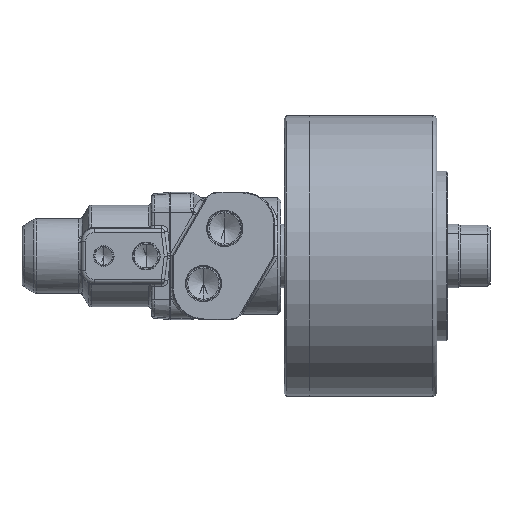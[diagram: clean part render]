
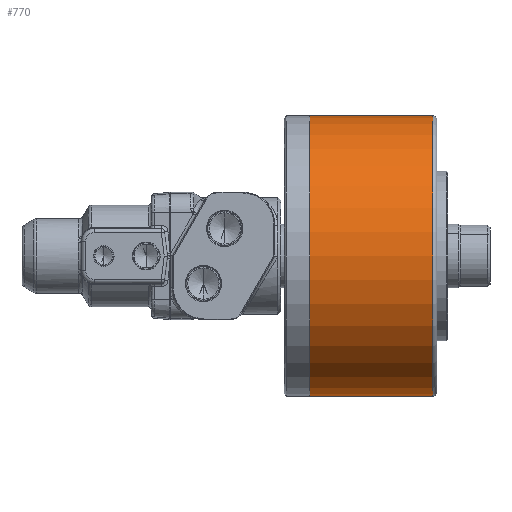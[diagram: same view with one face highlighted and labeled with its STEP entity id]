
A CAD part, front view. The second image highlights one B-rep face of the part: STEP entity #770.
In plain terms, the highlighted cylindrical face has radius 66 mm (diameter 132 mm), a partial arc.
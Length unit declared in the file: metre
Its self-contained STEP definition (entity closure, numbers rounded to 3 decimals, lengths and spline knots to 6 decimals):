
#181 = VERTEX_POINT ( 'NONE', #1092 ) ;
#255 = VERTEX_POINT ( 'NONE', #1306 ) ;
#659 = VERTEX_POINT ( 'NONE', #2267 ) ;
#660 = EDGE_CURVE ( 'NONE', #255, #659, #2227, .T. ) ;
#668 = EDGE_CURVE ( 'NONE', #181, #674, #2332, .T. ) ;
#674 = VERTEX_POINT ( 'NONE', #2349 ) ;
#729 = EDGE_CURVE ( 'NONE', #659, #674, #2814, .T. ) ;
#730 = ORIENTED_EDGE ( 'NONE', *, *, #668, .T. ) ;
#732 = ORIENTED_EDGE ( 'NONE', *, *, #660, .F. ) ;
#737 = EDGE_LOOP ( 'NONE', ( #732, #742, #730, #755 ) ) ;
#742 = ORIENTED_EDGE ( 'NONE', *, *, #754, .T. ) ;
#754 = EDGE_CURVE ( 'NONE', #255, #181, #2761, .T. ) ;
#755 = ORIENTED_EDGE ( 'NONE', *, *, #729, .F. ) ;
#770 = ADVANCED_FACE ( 'NONE', ( #2837 ), #2746, .T. ) ;
#1092 = CARTESIAN_POINT ( 'NONE',  ( 0.058, 0., 0.066 ) ) ;
#1306 = CARTESIAN_POINT ( 'NONE',  ( 0.058, 0., -0.066 ) ) ;
#2216 = CARTESIAN_POINT ( 'NONE',  ( 0., 0., 0.066 ) ) ;
#2224 = DIRECTION ( 'NONE',  ( -1., 0., 0. ) ) ;
#2225 = VECTOR ( 'NONE', #2224, 1. ) ;
#2226 = CARTESIAN_POINT ( 'NONE',  ( 0., 0., -0.066 ) ) ;
#2227 = LINE ( 'NONE', #2226, #2225 ) ;
#2241 = DIRECTION ( 'NONE',  ( -1., 0., 0. ) ) ;
#2249 = VECTOR ( 'NONE', #2241, 1. ) ;
#2267 = CARTESIAN_POINT ( 'NONE',  ( 0., 0., -0.066 ) ) ;
#2332 = LINE ( 'NONE', #2216, #2249 ) ;
#2349 = CARTESIAN_POINT ( 'NONE',  ( 0., 0., 0.066 ) ) ;
#2733 = DIRECTION ( 'NONE',  ( -1., 0., 0. ) ) ;
#2741 = AXIS2_PLACEMENT_3D ( 'NONE', #2757, #2748, #2815 ) ;
#2746 = CYLINDRICAL_SURFACE ( 'NONE', #2749, 0.066 ) ;
#2748 = DIRECTION ( 'NONE',  ( -1., 0., 0. ) ) ;
#2749 = AXIS2_PLACEMENT_3D ( 'NONE', #2750, #2798, #2797 ) ;
#2750 = CARTESIAN_POINT ( 'NONE',  ( 0., 0., 0. ) ) ;
#2757 = CARTESIAN_POINT ( 'NONE',  ( 0., 0., 0. ) ) ;
#2760 = AXIS2_PLACEMENT_3D ( 'NONE', #2780, #2733, #2807 ) ;
#2761 = CIRCLE ( 'NONE', #2760, 0.066 ) ;
#2780 = CARTESIAN_POINT ( 'NONE',  ( 0.058, 0., 0. ) ) ;
#2797 = DIRECTION ( 'NONE',  ( 0., 0., 1. ) ) ;
#2798 = DIRECTION ( 'NONE',  ( -1., 0., 0. ) ) ;
#2807 = DIRECTION ( 'NONE',  ( 0., 0., 1. ) ) ;
#2814 = CIRCLE ( 'NONE', #2741, 0.066 ) ;
#2815 = DIRECTION ( 'NONE',  ( 0., 0., 1. ) ) ;
#2837 = FACE_OUTER_BOUND ( 'NONE', #737, .T. ) ;
